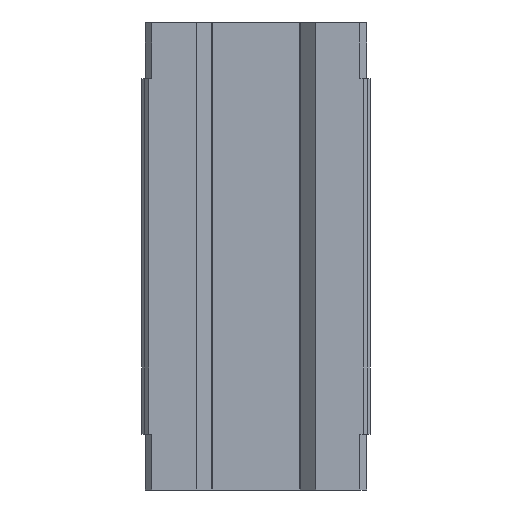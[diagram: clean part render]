
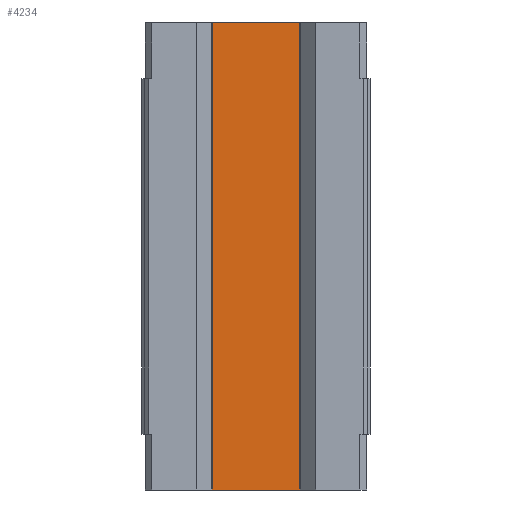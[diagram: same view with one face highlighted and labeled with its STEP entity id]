
A CAD part, front view. The second image highlights one B-rep face of the part: STEP entity #4234.
In plain terms, the highlighted planar face has unit normal (0, -1, 0).
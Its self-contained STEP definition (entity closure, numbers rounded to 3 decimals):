
#4121 = VERTEX_POINT ( 'NONE', #9985 ) ;
#4122 = VERTEX_POINT ( 'NONE', #9984 ) ;
#4176 = VERTEX_POINT ( 'NONE', #9975 ) ;
#4178 = EDGE_CURVE ( 'NONE', #4199, #4176, #9974, .T. ) ;
#4199 = VERTEX_POINT ( 'NONE', #10013 ) ;
#4201 = EDGE_CURVE ( 'NONE', #4121, #4199, #10012, .T. ) ;
#4206 = EDGE_CURVE ( 'NONE', #4122, #4121, #10008, .T. ) ;
#4233 = EDGE_CURVE ( 'NONE', #4176, #4122, #10092, .T. ) ;
#4234 = ADVANCED_FACE ( 'NONE', ( #10088 ), #10087, .T. ) ;
#4235 = EDGE_LOOP ( 'NONE', ( #4236, #4237, #4238, #4239 ) ) ;
#4236 = ORIENTED_EDGE ( 'NONE', *, *, #4178, .T. ) ;
#4237 = ORIENTED_EDGE ( 'NONE', *, *, #4233, .T. ) ;
#4238 = ORIENTED_EDGE ( 'NONE', *, *, #4206, .T. ) ;
#4239 = ORIENTED_EDGE ( 'NONE', *, *, #4201, .T. ) ;
#9971 = DIRECTION ( 'NONE',  ( 1., 0., 0. ) ) ;
#9972 = VECTOR ( 'NONE', #9971, 1000. ) ;
#9973 = CARTESIAN_POINT ( 'NONE',  ( -19.599, 0., -102.4 ) ) ;
#9974 = LINE ( 'NONE', #9973, #9972 ) ;
#9975 = CARTESIAN_POINT ( 'NONE',  ( 19.599, 0., -102.4 ) ) ;
#9984 = CARTESIAN_POINT ( 'NONE',  ( 19.599, 0., 102.4 ) ) ;
#9985 = CARTESIAN_POINT ( 'NONE',  ( -19.599, 0., 102.4 ) ) ;
#10005 = DIRECTION ( 'NONE',  ( -1., 0., 0. ) ) ;
#10006 = VECTOR ( 'NONE', #10005, 1000. ) ;
#10007 = CARTESIAN_POINT ( 'NONE',  ( -19.599, 0., 102.4 ) ) ;
#10008 = LINE ( 'NONE', #10007, #10006 ) ;
#10009 = DIRECTION ( 'NONE',  ( 0., 0., -1. ) ) ;
#10010 = VECTOR ( 'NONE', #10009, 1000. ) ;
#10011 = CARTESIAN_POINT ( 'NONE',  ( -19.599, 0., -77.9 ) ) ;
#10012 = LINE ( 'NONE', #10011, #10010 ) ;
#10013 = CARTESIAN_POINT ( 'NONE',  ( -19.599, 0., -102.4 ) ) ;
#10083 = DIRECTION ( 'NONE',  ( 0., 0., -1. ) ) ;
#10084 = DIRECTION ( 'NONE',  ( 0., -1., 0. ) ) ;
#10085 = CARTESIAN_POINT ( 'NONE',  ( -19.599, 0., -77.9 ) ) ;
#10086 = AXIS2_PLACEMENT_3D ( 'NONE', #10085, #10084, #10083 ) ;
#10087 = PLANE ( 'NONE',  #10086 ) ;
#10088 = FACE_OUTER_BOUND ( 'NONE', #4235, .T. ) ;
#10089 = DIRECTION ( 'NONE',  ( 0., 0., 1. ) ) ;
#10090 = VECTOR ( 'NONE', #10089, 1000. ) ;
#10091 = CARTESIAN_POINT ( 'NONE',  ( 19.599, 0., -77.9 ) ) ;
#10092 = LINE ( 'NONE', #10091, #10090 ) ;
